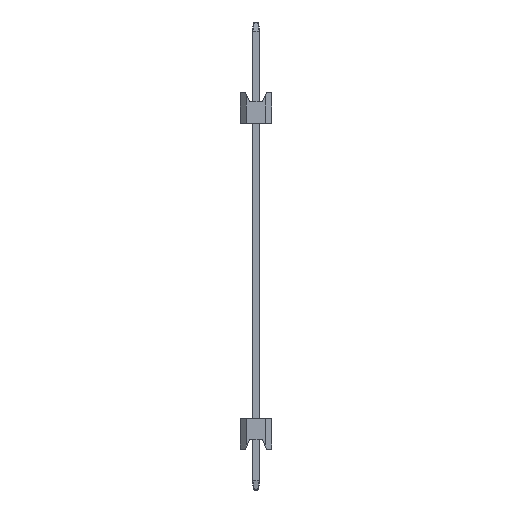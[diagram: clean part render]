
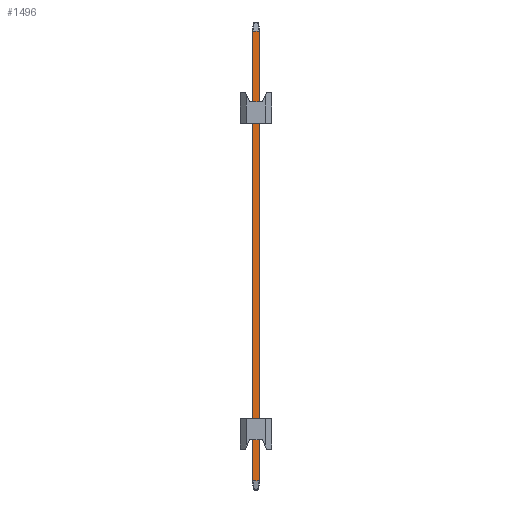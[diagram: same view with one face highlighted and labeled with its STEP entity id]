
A CAD part, left-side view. The second image highlights one B-rep face of the part: STEP entity #1496.
In plain terms, the highlighted planar face has unit normal (-1, 0, 0).
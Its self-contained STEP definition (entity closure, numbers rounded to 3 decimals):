
#426=FACE_OUTER_BOUND('',#490,.T.);
#490=EDGE_LOOP('',(#1235,#1236,#1237,#1238,#1239,#1240,#1241,#1242));
#541=LINE('',#2268,#697);
#550=LINE('',#2286,#706);
#580=LINE('',#2341,#736);
#593=LINE('',#2368,#749);
#596=LINE('',#2374,#752);
#599=LINE('',#2380,#755);
#615=LINE('',#2407,#771);
#616=LINE('',#2409,#772);
#697=VECTOR('',#1782,10.);
#706=VECTOR('',#1795,10.);
#736=VECTOR('',#1845,10.);
#749=VECTOR('',#1866,10.);
#752=VECTOR('',#1871,10.);
#755=VECTOR('',#1876,10.);
#771=VECTOR('',#1910,10.);
#772=VECTOR('',#1913,10.);
#851=VERTEX_POINT('',#2266);
#852=VERTEX_POINT('',#2267);
#859=VERTEX_POINT('',#2284);
#873=VERTEX_POINT('',#2336);
#881=VERTEX_POINT('',#2360);
#884=VERTEX_POINT('',#2366);
#886=VERTEX_POINT('',#2372);
#888=VERTEX_POINT('',#2378);
#949=EDGE_CURVE('',#851,#852,#541,.T.);
#958=EDGE_CURVE('',#859,#851,#550,.T.);
#988=EDGE_CURVE('',#852,#873,#580,.T.);
#1001=EDGE_CURVE('',#884,#881,#593,.T.);
#1004=EDGE_CURVE('',#886,#884,#596,.T.);
#1007=EDGE_CURVE('',#888,#886,#599,.T.);
#1023=EDGE_CURVE('',#881,#859,#615,.T.);
#1024=EDGE_CURVE('',#873,#888,#616,.T.);
#1235=ORIENTED_EDGE('',*,*,#988,.F.);
#1236=ORIENTED_EDGE('',*,*,#949,.F.);
#1237=ORIENTED_EDGE('',*,*,#958,.F.);
#1238=ORIENTED_EDGE('',*,*,#1023,.F.);
#1239=ORIENTED_EDGE('',*,*,#1001,.F.);
#1240=ORIENTED_EDGE('',*,*,#1004,.F.);
#1241=ORIENTED_EDGE('',*,*,#1007,.F.);
#1242=ORIENTED_EDGE('',*,*,#1024,.F.);
#1432=PLANE('',#1623);
#1496=ADVANCED_FACE('',(#426),#1432,.T.);
#1623=AXIS2_PLACEMENT_3D('',#2408,#1911,#1912);
#1782=DIRECTION('',(0.,0.,-1.));
#1795=DIRECTION('',(0.,-0.371,-0.928));
#1845=DIRECTION('',(0.,0.371,-0.928));
#1866=DIRECTION('',(0.,-0.371,0.928));
#1871=DIRECTION('',(0.,0.,1.));
#1876=DIRECTION('',(0.,0.371,0.928));
#1910=DIRECTION('',(0.,-1.,0.));
#1911=DIRECTION('center_axis',(-1.,0.,0.));
#1912=DIRECTION('ref_axis',(0.,-1.,0.));
#1913=DIRECTION('',(0.,1.,0.));
#2266=CARTESIAN_POINT('',(-0.32,-0.27,33.748));
#2267=CARTESIAN_POINT('',(-0.32,-0.27,-2.548));
#2268=CARTESIAN_POINT('',(-0.32,-0.27,0.));
#2284=CARTESIAN_POINT('',(-0.32,-0.269,33.75));
#2286=CARTESIAN_POINT('',(-0.32,-5.973,19.491));
#2336=CARTESIAN_POINT('',(-0.32,-0.269,-2.55));
#2341=CARTESIAN_POINT('',(-0.32,-0.593,-1.739));
#2360=CARTESIAN_POINT('',(-0.32,0.269,33.75));
#2366=CARTESIAN_POINT('',(-0.32,0.27,33.748));
#2368=CARTESIAN_POINT('',(-0.32,6.017,19.381));
#2372=CARTESIAN_POINT('',(-0.32,0.27,-2.548));
#2374=CARTESIAN_POINT('',(-0.32,0.27,0.));
#2378=CARTESIAN_POINT('',(-0.32,0.269,-2.55));
#2380=CARTESIAN_POINT('',(-0.32,0.637,-1.629));
#2407=CARTESIAN_POINT('',(-0.32,0.16,33.75));
#2408=CARTESIAN_POINT('Origin',(-0.32,0.32,0.));
#2409=CARTESIAN_POINT('',(-0.32,0.16,-2.55));
